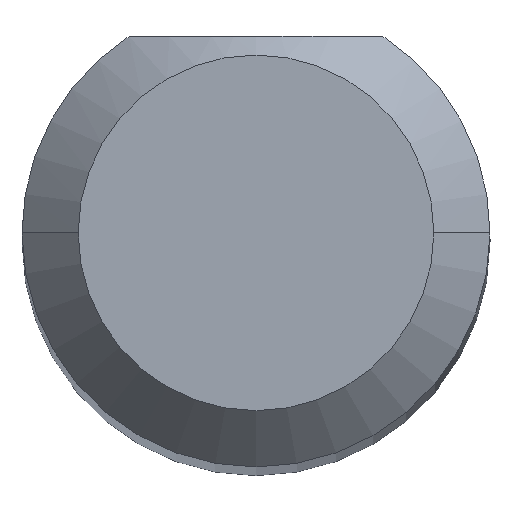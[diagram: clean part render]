
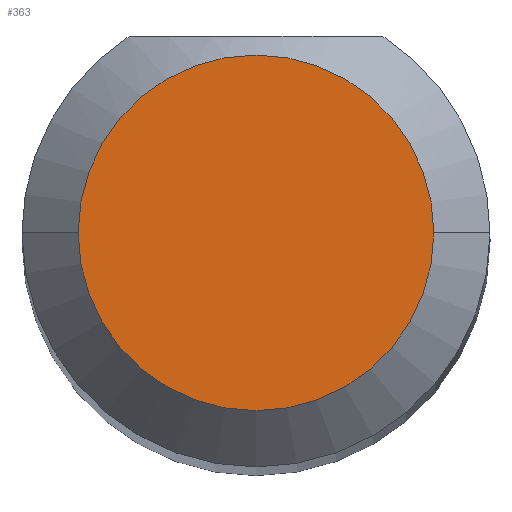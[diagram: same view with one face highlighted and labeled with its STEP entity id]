
A CAD part, top view. The second image highlights one B-rep face of the part: STEP entity #363.
In plain terms, the highlighted planar face has unit normal (0, 0, 1).
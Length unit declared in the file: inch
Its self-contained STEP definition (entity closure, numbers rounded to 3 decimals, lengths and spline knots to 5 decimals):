
#72 = CARTESIAN_POINT ( 'NONE',  ( -0.0475, 0., 1.5 ) ) ;
#112 = CIRCLE ( 'NONE', #335, 0.0475 ) ;
#167 = DIRECTION ( 'NONE',  ( 1., 0., 0. ) ) ;
#177 = EDGE_CURVE ( 'NONE', #377, #655, #288, .T. ) ;
#199 = EDGE_LOOP ( 'NONE', ( #201, #214 ) ) ;
#201 = ORIENTED_EDGE ( 'NONE', *, *, #410, .T. ) ;
#214 = ORIENTED_EDGE ( 'NONE', *, *, #177, .T. ) ;
#283 = DIRECTION ( 'NONE',  ( 1., 0., 0. ) ) ;
#288 = CIRCLE ( 'NONE', #452, 0.0475 ) ;
#293 = CARTESIAN_POINT ( 'NONE',  ( 0., 0., 1.5 ) ) ;
#335 = AXIS2_PLACEMENT_3D ( 'NONE', #621, #618, #167 ) ;
#363 = ADVANCED_FACE ( 'NONE', ( #453 ), #605, .T. ) ;
#377 = VERTEX_POINT ( 'NONE', #445 ) ;
#389 = DIRECTION ( 'NONE',  ( 0., 0., 1. ) ) ;
#396 = DIRECTION ( 'NONE',  ( 1., 0., 0. ) ) ;
#410 = EDGE_CURVE ( 'NONE', #655, #377, #112, .T. ) ;
#415 = AXIS2_PLACEMENT_3D ( 'NONE', #293, #505, #396 ) ;
#445 = CARTESIAN_POINT ( 'NONE',  ( 0.0475, 0., 1.5 ) ) ;
#452 = AXIS2_PLACEMENT_3D ( 'NONE', #630, #389, #283 ) ;
#453 = FACE_OUTER_BOUND ( 'NONE', #199, .T. ) ;
#505 = DIRECTION ( 'NONE',  ( 0., 0., 1. ) ) ;
#605 = PLANE ( 'NONE',  #415 ) ;
#618 = DIRECTION ( 'NONE',  ( 0., 0., 1. ) ) ;
#621 = CARTESIAN_POINT ( 'NONE',  ( 0., 0., 1.5 ) ) ;
#630 = CARTESIAN_POINT ( 'NONE',  ( 0., 0., 1.5 ) ) ;
#655 = VERTEX_POINT ( 'NONE', #72 ) ;
